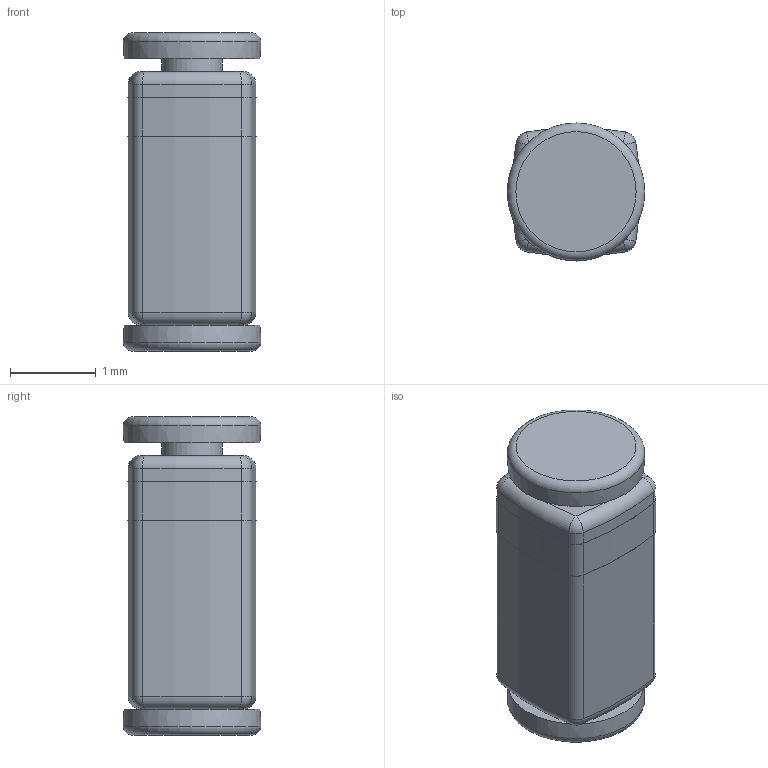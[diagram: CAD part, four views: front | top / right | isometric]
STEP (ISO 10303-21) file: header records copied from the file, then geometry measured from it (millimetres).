
FILE_DESCRIPTION(/* description */ (''),/* implementation_level */ '2;1');
FILE_NAME(/* name */ '6.560-5006.01.stp',/* time_stamp */ '2017-02-02T07:39:50+01:00',/* author */ ('vo_cad_user'),/* organization */ (''),/* preprocessor_version */ 'ST-DEVELOPER v15.2',/* originating_system */ 'Autodesk Inventor 2014',/* authorisation */ '');
FILE_SCHEMA (('AUTOMOTIVE_DESIGN { 1 0 10303 214 3 1 1 }'));
Length unit declared in the file: millimetre
Products named in the file (1): 6.560-5006.01
Bounding box: 1.6 x 1.6 x 3.7 mm (x, y, z)
Volume: 7.3 mm3; surface area: 28.5 mm2
Topology: 1 solids, 1 shells, 54 faces, 124 edges, 70 vertices
Faces by surface type: cylinder 26, torus 10, plane 8, sphere 8, bspline 2
Full cylindrical faces by diameter (mm): 0.7 x2
Entity records: 1594 total; most frequent: DIRECTION 302, CARTESIAN_POINT 293, ORIENTED_EDGE 224, AXIS2_PLACEMENT_3D 139, EDGE_CURVE 112, CIRCLE 86, VERTEX_POINT 70, EDGE_LOOP 64
